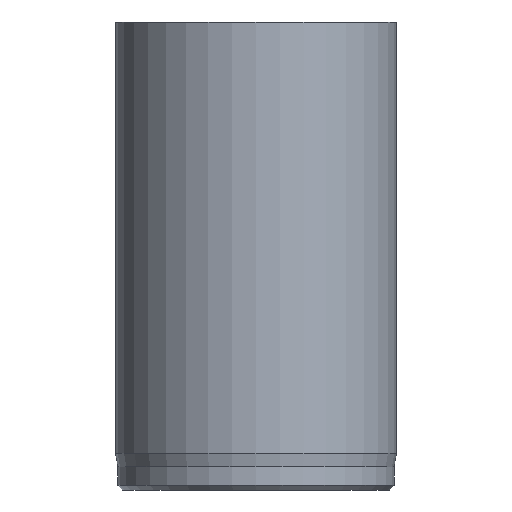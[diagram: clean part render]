
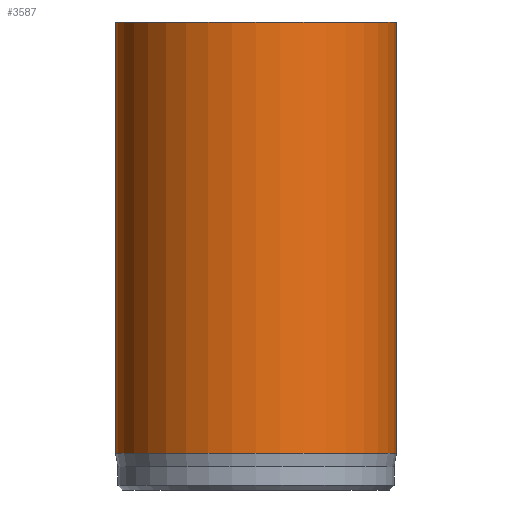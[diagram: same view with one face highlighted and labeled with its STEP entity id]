
A CAD part, front view. The second image highlights one B-rep face of the part: STEP entity #3587.
In plain terms, the highlighted cylindrical face has radius 6 mm (diameter 12 mm), a full revolution.
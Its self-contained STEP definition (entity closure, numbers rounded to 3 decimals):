
#519=CYLINDRICAL_SURFACE('',#3756,6.);
#658=FACE_OUTER_BOUND('',#876,.T.);
#876=EDGE_LOOP('',(#3078,#3079,#3080,#3081,#3082));
#1098=LINE('',#6481,#1330);
#1330=VECTOR('',#4052,6.);
#1417=CIRCLE('',#3740,6.);
#1423=CIRCLE('',#3754,6.);
#1424=CIRCLE('',#3755,6.);
#1682=VERTEX_POINT('',#6452);
#1688=VERTEX_POINT('',#6475);
#1689=VERTEX_POINT('',#6476);
#2163=EDGE_CURVE('',#1682,#1682,#1417,.T.);
#2172=EDGE_CURVE('',#1688,#1689,#1423,.T.);
#2173=EDGE_CURVE('',#1689,#1688,#1424,.T.);
#2175=EDGE_CURVE('',#1682,#1688,#1098,.T.);
#3078=ORIENTED_EDGE('',*,*,#2163,.T.);
#3079=ORIENTED_EDGE('',*,*,#2175,.T.);
#3080=ORIENTED_EDGE('',*,*,#2172,.T.);
#3081=ORIENTED_EDGE('',*,*,#2173,.T.);
#3082=ORIENTED_EDGE('',*,*,#2175,.F.);
#3587=ADVANCED_FACE('',(#658),#519,.T.);
#3740=AXIS2_PLACEMENT_3D('',#6453,#4014,#4015);
#3754=AXIS2_PLACEMENT_3D('',#6477,#4045,#4046);
#3755=AXIS2_PLACEMENT_3D('',#6478,#4047,#4048);
#3756=AXIS2_PLACEMENT_3D('',#6480,#4050,#4051);
#4014=DIRECTION('center_axis',(0.,0.,-1.));
#4015=DIRECTION('ref_axis',(-1.,0.,0.));
#4045=DIRECTION('center_axis',(0.,0.,1.));
#4046=DIRECTION('ref_axis',(-1.,0.,0.));
#4047=DIRECTION('center_axis',(0.,0.,1.));
#4048=DIRECTION('ref_axis',(-1.,0.,0.));
#4050=DIRECTION('center_axis',(0.,0.,1.));
#4051=DIRECTION('ref_axis',(-1.,0.,0.));
#4052=DIRECTION('',(0.,0.,-1.));
#6452=CARTESIAN_POINT('',(6.,0.,20.));
#6453=CARTESIAN_POINT('Origin',(0.,0.,20.));
#6475=CARTESIAN_POINT('',(6.,0.,1.567));
#6476=CARTESIAN_POINT('',(-6.,0.,1.567));
#6477=CARTESIAN_POINT('Origin',(0.,0.,1.567));
#6478=CARTESIAN_POINT('Origin',(0.,0.,1.567));
#6480=CARTESIAN_POINT('Origin',(0.,0.,0.));
#6481=CARTESIAN_POINT('',(6.,0.,0.));
